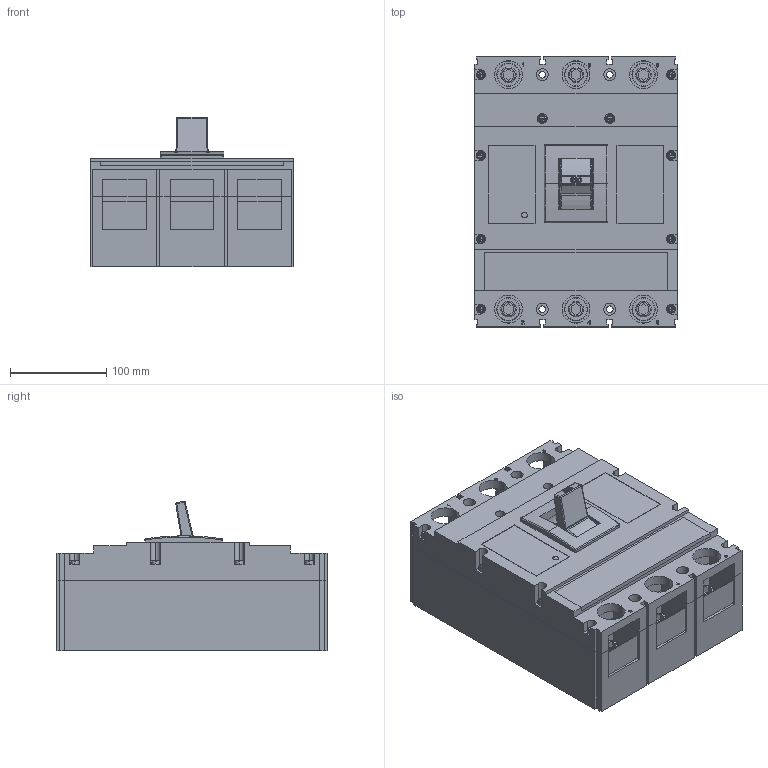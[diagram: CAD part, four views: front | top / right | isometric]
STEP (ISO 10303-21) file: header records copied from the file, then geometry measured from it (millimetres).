
FILE_DESCRIPTION (( 'STEP AP203' ), '1' );
FILE_NAME ('ÂÀ-99Ì  630-630À 3P 65êÀ ýë ðàñö (mccb99-630-630me)-V2.STEP', '2021-10-12T07:35:01', ( '' ), ( '' ), 'SwSTEP 2.0', 'SolidWorks 2021', '' );
FILE_SCHEMA (( 'CONFIG_CONTROL_DESIGN' ));
Length unit declared in the file: millimetre
Products named in the file (1): ÂÀ-99Ì  630-630À 3P 65êÀ ýë ðàñö (mccb99-630-630me)-V2
Bounding box: 210 x 280 x 154.83 mm (x, y, z)
Volume: 5831281.7 mm3; surface area: 441537 mm2
Topology: 9 solids, 9 shells, 776 faces, 2146 edges, 1451 vertices
Faces by surface type: plane 553, cylinder 159, bspline 28, torus 27, sphere 9
Entity records: 29074 total; most frequent: CARTESIAN_POINT 9340, ORIENTED_EDGE 4276, DIRECTION 3763, EDGE_CURVE 2138, VECTOR 1475, LINE 1475, VERTEX_POINT 1449, AXIS2_PLACEMENT_3D 1144
